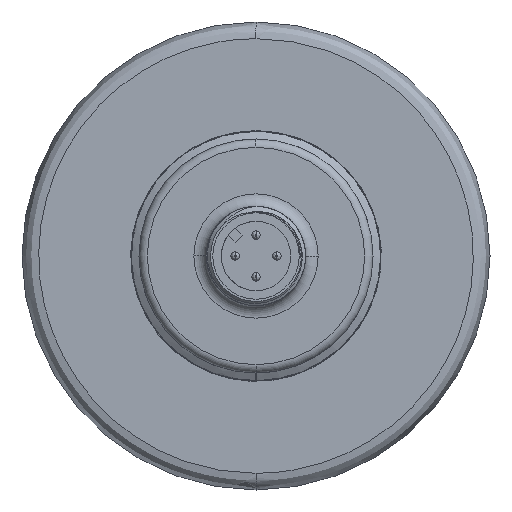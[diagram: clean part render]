
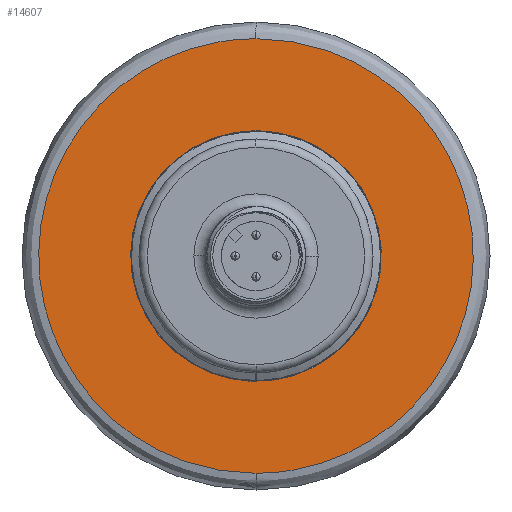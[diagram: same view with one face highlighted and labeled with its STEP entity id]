
A CAD part, front view. The second image highlights one B-rep face of the part: STEP entity #14607.
In plain terms, the highlighted planar face has unit normal (0, -1, 0).
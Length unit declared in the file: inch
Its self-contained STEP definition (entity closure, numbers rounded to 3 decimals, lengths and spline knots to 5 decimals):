
#6619=CARTESIAN_POINT('',(0.,1.1752,
-1.02362));
#6620=CARTESIAN_POINT('',(-0.13399,1.1752,
-1.02364));
#6621=CARTESIAN_POINT('',(-0.40191,1.1752,
-0.97032));
#6622=CARTESIAN_POINT('',(-0.74266,1.1752,
-0.74266));
#6623=CARTESIAN_POINT('',(-0.97032,1.1752,
-0.40192));
#6624=CARTESIAN_POINT('',(-1.05027,1.1752,
0.));
#6625=CARTESIAN_POINT('',(-0.97032,1.1752,
0.40192));
#6626=CARTESIAN_POINT('',(-0.74266,1.1752,
0.74266));
#6627=CARTESIAN_POINT('',(-0.40191,1.1752,
0.97032));
#6628=CARTESIAN_POINT('',(-0.13399,1.1752,
1.02364));
#6629=CARTESIAN_POINT('',(0.,1.1752,
1.02362));
#6631=CARTESIAN_POINT('',(0.,1.1752,
1.02362));
#6632=CARTESIAN_POINT('',(0.13399,1.1752,1.02364));
#6633=CARTESIAN_POINT('',(0.40191,1.1752,
0.97032));
#6634=CARTESIAN_POINT('',(0.74266,1.1752,
0.74266));
#6635=CARTESIAN_POINT('',(0.97032,1.1752,
0.40192));
#6636=CARTESIAN_POINT('',(1.05027,1.1752,
0.));
#6637=CARTESIAN_POINT('',(0.97032,1.1752,
-0.40192));
#6638=CARTESIAN_POINT('',(0.74266,1.1752,
-0.74266));
#6639=CARTESIAN_POINT('',(0.40191,1.1752,
-0.97032));
#6640=CARTESIAN_POINT('',(0.13399,1.1752,
-1.02364));
#6641=CARTESIAN_POINT('',(0.,1.1752,
-1.02362));
#6643=CARTESIAN_POINT('',(0.,1.1752,0.));
#6644=DIRECTION('',(0.,-1.,0.));
#6645=DIRECTION('',(0.,0.,1.));
#6646=AXIS2_PLACEMENT_3D('',#6643,#6644,#6645);
#6648=CARTESIAN_POINT('',(0.,1.1752,0.));
#6649=DIRECTION('',(0.,-1.,0.));
#6650=DIRECTION('',(-0.206,0.,-0.979));
#6651=AXIS2_PLACEMENT_3D('',#6648,#6649,#6650);
#9436=CARTESIAN_POINT('',(0.,1.1752,0.59055));
#9437=CARTESIAN_POINT('',(-0.12139,1.1752,
-0.57794));
#9438=VERTEX_POINT('',#9436);
#9439=VERTEX_POINT('',#9437);
#9460=VERTEX_POINT('',#6619);
#9461=VERTEX_POINT('',#6629);
#14592=CARTESIAN_POINT('',(0.,1.1752,0.));
#14593=DIRECTION('',(0.,-1.,0.));
#14594=DIRECTION('',(0.,0.,1.));
#14595=AXIS2_PLACEMENT_3D('',#14592,#14593,#14594);
#14596=PLANE('',#14595);
#14598=ORIENTED_EDGE('',*,*,#14597,.T.);
#14600=ORIENTED_EDGE('',*,*,#14599,.T.);
#14601=EDGE_LOOP('',(#14598,#14600));
#14602=FACE_OUTER_BOUND('',#14601,.F.);
#14603=ORIENTED_EDGE('',*,*,#14585,.T.);
#14604=ORIENTED_EDGE('',*,*,#14572,.T.);
#14605=EDGE_LOOP('',(#14603,#14604));
#14606=FACE_BOUND('',#14605,.F.);
#14607=ADVANCED_FACE('',(#14602,#14606),#14596,.T.);
#6630=B_SPLINE_CURVE_WITH_KNOTS('',3,(#6619,#6620,#6621,#6622,#6623,#6624,#6625,
#6626,#6627,#6628,#6629),.UNSPECIFIED.,.F.,.F.,(4,1,1,1,1,1,1,1,4),(0.,
0.125,0.25,0.375,0.5,0.625,0.75,0.875,1.),.UNSPECIFIED.);
#6642=B_SPLINE_CURVE_WITH_KNOTS('',3,(#6631,#6632,#6633,#6634,#6635,#6636,#6637,
#6638,#6639,#6640,#6641),.UNSPECIFIED.,.F.,.F.,(4,1,1,1,1,1,1,1,4),(0.,
0.125,0.25,0.375,0.5,0.625,0.75,0.875,1.),.UNSPECIFIED.);
#6647=CIRCLE('',#6646,0.59055);
#6652=CIRCLE('',#6651,0.59055);
#14572=EDGE_CURVE('',#9439,#9438,#6652,.T.);
#14585=EDGE_CURVE('',#9438,#9439,#6647,.T.);
#14597=EDGE_CURVE('',#9460,#9461,#6630,.T.);
#14599=EDGE_CURVE('',#9461,#9460,#6642,.T.);
